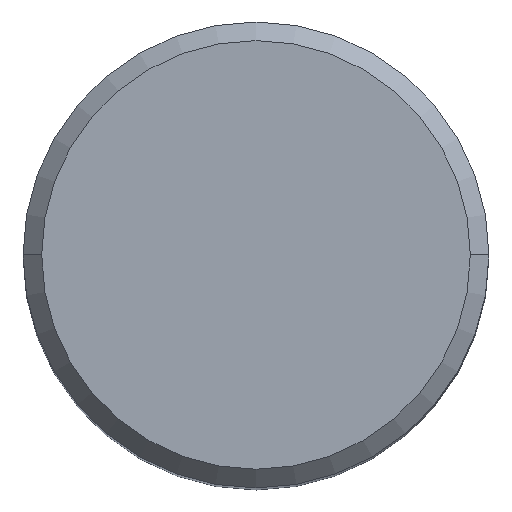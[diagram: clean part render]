
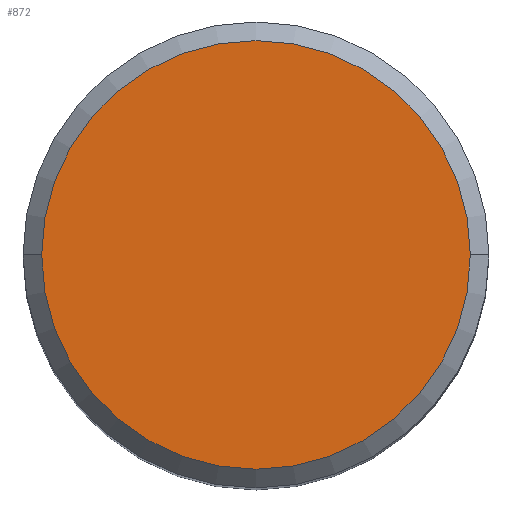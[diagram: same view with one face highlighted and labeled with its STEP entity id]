
A CAD part, top view. The second image highlights one B-rep face of the part: STEP entity #872.
In plain terms, the highlighted planar face has unit normal (0, 0, 1).
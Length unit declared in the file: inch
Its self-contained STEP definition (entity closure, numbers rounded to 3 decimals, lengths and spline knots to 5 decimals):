
#5 = DIRECTION ( 'NONE',  ( 1., 0., 0. ) ) ;
#147 = VERTEX_POINT ( 'NONE', #1052 ) ;
#267 = ORIENTED_EDGE ( 'NONE', *, *, #423, .T. ) ;
#275 = ORIENTED_EDGE ( 'NONE', *, *, #776, .T. ) ;
#290 = EDGE_LOOP ( 'NONE', ( #267, #275 ) ) ;
#374 = CARTESIAN_POINT ( 'NONE',  ( 0., 0., 2.5 ) ) ;
#423 = EDGE_CURVE ( 'NONE', #484, #147, #647, .T. ) ;
#454 = DIRECTION ( 'NONE',  ( 0., 0., 1. ) ) ;
#484 = VERTEX_POINT ( 'NONE', #1425 ) ;
#570 = DIRECTION ( 'NONE',  ( 0., 0., 1. ) ) ;
#647 = CIRCLE ( 'NONE', #904, 0.1725 ) ;
#775 = CARTESIAN_POINT ( 'NONE',  ( 0., 0., 2.5 ) ) ;
#776 = EDGE_CURVE ( 'NONE', #147, #484, #998, .T. ) ;
#786 = AXIS2_PLACEMENT_3D ( 'NONE', #775, #454, #5 ) ;
#866 = DIRECTION ( 'NONE',  ( 1., 0., 0. ) ) ;
#872 = ADVANCED_FACE ( 'NONE', ( #1113 ), #997, .T. ) ;
#904 = AXIS2_PLACEMENT_3D ( 'NONE', #1195, #969, #866 ) ;
#969 = DIRECTION ( 'NONE',  ( 0., 0., 1. ) ) ;
#997 = PLANE ( 'NONE',  #1071 ) ;
#998 = CIRCLE ( 'NONE', #786, 0.1725 ) ;
#1029 = DIRECTION ( 'NONE',  ( 1., 0., 0. ) ) ;
#1052 = CARTESIAN_POINT ( 'NONE',  ( 0.1725, 0., 2.5 ) ) ;
#1071 = AXIS2_PLACEMENT_3D ( 'NONE', #374, #570, #1029 ) ;
#1113 = FACE_OUTER_BOUND ( 'NONE', #290, .T. ) ;
#1195 = CARTESIAN_POINT ( 'NONE',  ( 0., 0., 2.5 ) ) ;
#1425 = CARTESIAN_POINT ( 'NONE',  ( -0.1725, 0., 2.5 ) ) ;
